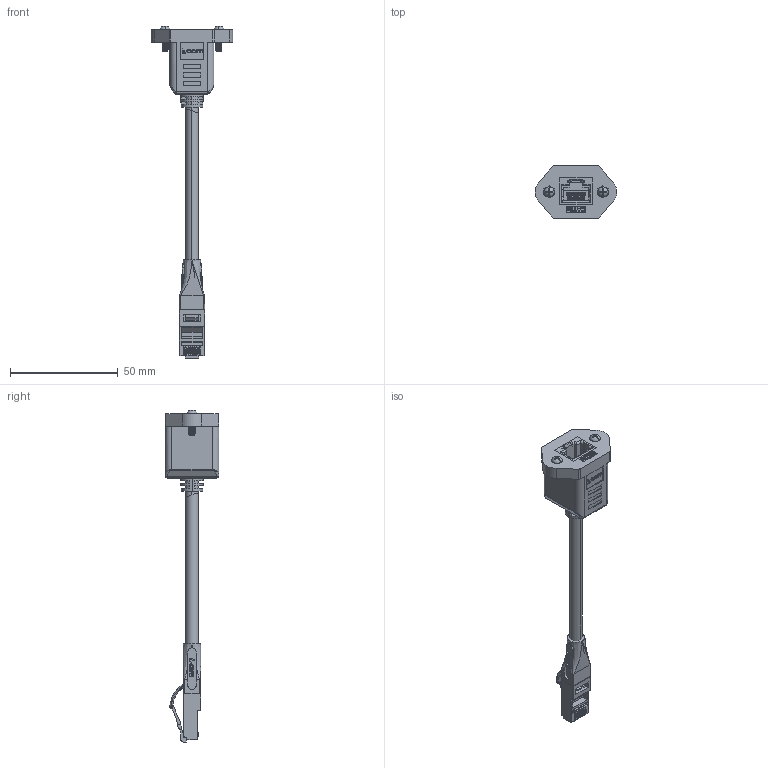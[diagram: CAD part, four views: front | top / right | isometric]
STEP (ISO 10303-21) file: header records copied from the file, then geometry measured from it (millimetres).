
FILE_DESCRIPTION (( 'STEP AP203' ), '1' );
FILE_NAME ('TRDC5EXTF.STEP', '2011-02-01T14:43:16', ( 'x' ), ( 'Microsoft' ), 'SwSTEP 2.0', 'SolidWorks 2010', '' );
FILE_SCHEMA (( 'CONFIG_CONTROL_DESIGN' ));
Products named in the file (18): TRDC5EXTF; PIN1_??; modular jack pin  body_??; MODULAR JACK PIN LOADING_??; M3 HEX NUT_??; M3x10mm PAN HEAD SCREW_??; MTN-143; 1AD04-(RJ45 jack) END_CAT5e NEW LOGO; 1AD04-(RJ45 jack)_??; RJ45 jack housing_??; PIN2_??; COVER_??; PREMOLDING_??; OVERMOLD_CAT5e; CAT6 CABLE_NO LABEL; 1AD02-(8Px8C UNSHIELD  PLUG)_??; RJ45 HOUSING_ UNSHIELD FLAT_??; MODULAR CONTACT 3POINT_??
Assembly tree (33 placements, depth 5):
  TRDC5EXTF
    MTN-143
    1AD02-(8Px8C UNSHIELD  PLUG)_??
      MODULAR CONTACT 3POINT_??  x8
      RJ45 HOUSING_ UNSHIELD FLAT_??
    CAT6 CABLE_NO LABEL
    1AD04-(RJ45 jack) END_CAT5e NEW LOGO
      M3 HEX NUT_??  x2
      OVERMOLD_CAT5e
      PREMOLDING_??
      M3x10mm PAN HEAD SCREW_??  x2
      COVER_??
      RJ45 jack housing_??
      1AD04-(RJ45 jack)_??
        MODULAR JACK PIN LOADING_??
          PIN1_??  x4
          PIN2_??  x4
          modular jack pin  body_??
        RJ45 jack housing_??
Bounding box: 37.98 x 25 x 154.07 mm (x, y, z)
Volume: 27153.8 mm3; surface area: 23965 mm2
Topology: 37 solids, 37 shells, 2757 faces, 7603 edges, 4940 vertices
Faces by surface type: plane 2054, cylinder 488, bspline 111, torus 54, sphere 26, cone 24
Entity records: 76804 total; most frequent: CARTESIAN_POINT 24087, ORIENTED_EDGE 11082, DIRECTION 9464, EDGE_CURVE 5541, LINE 4652, VECTOR 4652, VERTEX_POINT 3631, AXIS2_PLACEMENT_3D 2406
